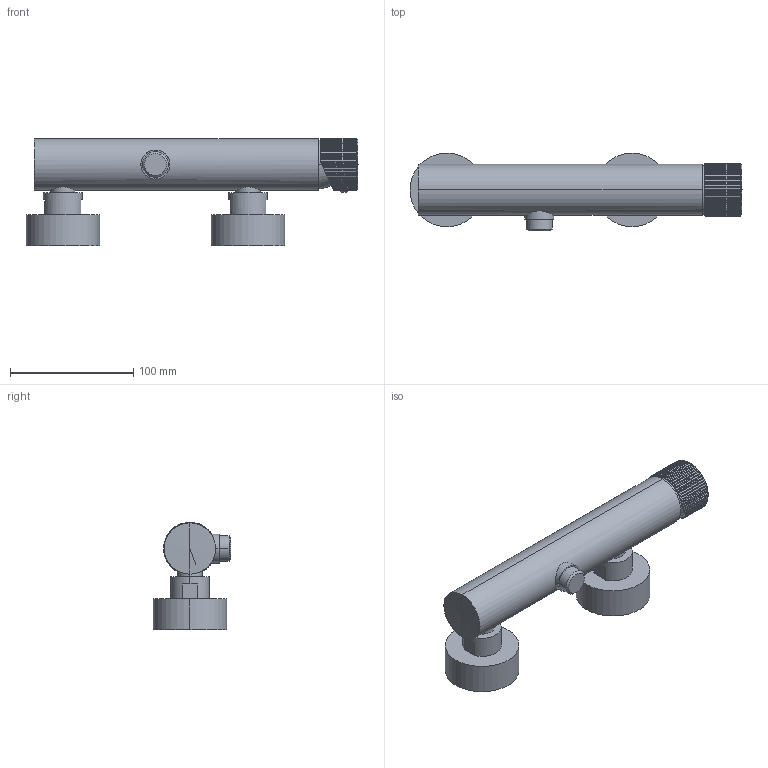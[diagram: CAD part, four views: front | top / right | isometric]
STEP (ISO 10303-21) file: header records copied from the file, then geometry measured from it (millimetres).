
FILE_DESCRIPTION((''),'2;1');
FILE_NAME('JO168CR','2021-02-02T15:07:10',('ut3'),('PAFFONI SpA'),'CREO PARAMETRIC BY PTC INC, 2020044','CREO PARAMETRIC BY PTC INC, 2020044','');
FILE_SCHEMA(('CONFIG_CONTROL_DESIGN','SHAPE_APPEARANCE_LAYERS_GROUPS'));
Length unit declared in the file: millimetre
Products named in the file (1): JO168CR
Bounding box: 269.02 x 63.1 x 86.94 mm (x, y, z)
Volume: 516325.1 mm3; surface area: 68427.5 mm2
Topology: 1 solids, 1 shells, 286 faces, 803 edges, 525 vertices
Faces by surface type: plane 164, cylinder 102, cone 14, bspline 4, sphere 2
Entity records: 12637 total; most frequent: CARTESIAN_POINT 3359, ORIENTED_EDGE 1594, DIRECTION 1353, EDGE_CURVE 797, VERTEX_POINT 525, AXIS2_PLACEMENT_3D 472, VECTOR 409, LINE 409
